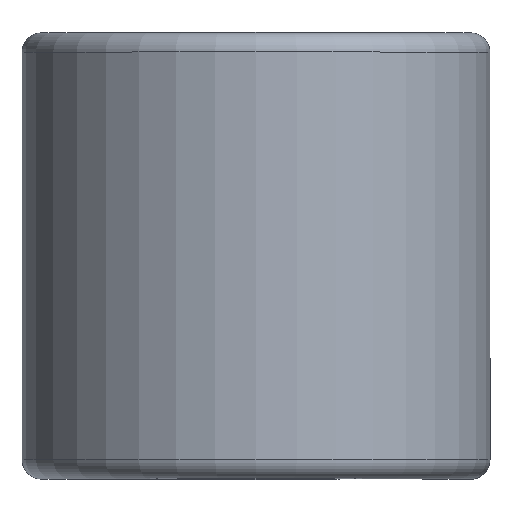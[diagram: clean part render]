
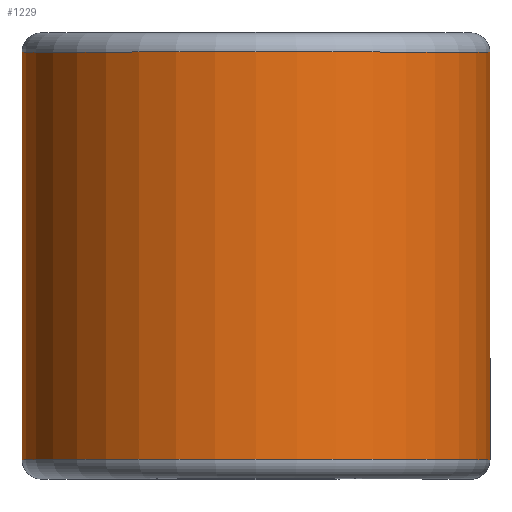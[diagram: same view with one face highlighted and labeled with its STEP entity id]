
A CAD part, top view. The second image highlights one B-rep face of the part: STEP entity #1229.
In plain terms, the highlighted cylindrical face has radius 9.157 mm (diameter 18.313 mm), a partial arc.
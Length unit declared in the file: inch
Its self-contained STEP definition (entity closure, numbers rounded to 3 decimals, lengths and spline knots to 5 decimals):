
#1 = DIRECTION ( 'NONE',  ( 0., 0., -1. ) ) ;
#19 = CARTESIAN_POINT ( 'NONE',  ( 0., 0.31375, 0. ) ) ;
#51 = EDGE_CURVE ( 'NONE', #1165, #583, #2166, .T. ) ;
#97 = CARTESIAN_POINT ( 'NONE',  ( 0., 0.3125, 0. ) ) ;
#104 = CYLINDRICAL_SURFACE ( 'NONE', #1626, 0.3605 ) ;
#176 = EDGE_CURVE ( 'NONE', #553, #1165, #426, .T. ) ;
#257 = AXIS2_PLACEMENT_3D ( 'NONE', #19, #1448, #1429 ) ;
#396 = ORIENTED_EDGE ( 'NONE', *, *, #176, .T. ) ;
#416 = CARTESIAN_POINT ( 'NONE',  ( 0.3605, -0.31375, 0. ) ) ;
#426 = LINE ( 'NONE', #1252, #2268 ) ;
#465 = VERTEX_POINT ( 'NONE', #765 ) ;
#553 = VERTEX_POINT ( 'NONE', #416 ) ;
#575 = EDGE_CURVE ( 'NONE', #553, #465, #747, .T. ) ;
#583 = VERTEX_POINT ( 'NONE', #1654 ) ;
#657 = EDGE_LOOP ( 'NONE', ( #396, #2240, #1764, #834 ) ) ;
#747 = CIRCLE ( 'NONE', #1856, 0.3605 ) ;
#765 = CARTESIAN_POINT ( 'NONE',  ( 0., -0.31375, -0.3605 ) ) ;
#834 = ORIENTED_EDGE ( 'NONE', *, *, #575, .F. ) ;
#1020 = CARTESIAN_POINT ( 'NONE',  ( 0.3605, 0.31375, 0. ) ) ;
#1120 = DIRECTION ( 'NONE',  ( 0., 1., 0. ) ) ;
#1121 = CARTESIAN_POINT ( 'NONE',  ( 0., -0.31375, 0. ) ) ;
#1135 = VECTOR ( 'NONE', #1774, 39.37008 ) ;
#1165 = VERTEX_POINT ( 'NONE', #1020 ) ;
#1223 = DIRECTION ( 'NONE',  ( 0., 0., -1. ) ) ;
#1229 = ADVANCED_FACE ( 'NONE', ( #2263 ), #104, .T. ) ;
#1252 = CARTESIAN_POINT ( 'NONE',  ( 0.3605, 0.31375, 0. ) ) ;
#1429 = DIRECTION ( 'NONE',  ( 0., 0., -1. ) ) ;
#1448 = DIRECTION ( 'NONE',  ( 0., -1., 0. ) ) ;
#1626 = AXIS2_PLACEMENT_3D ( 'NONE', #97, #1907, #1223 ) ;
#1654 = CARTESIAN_POINT ( 'NONE',  ( 0., 0.31375, -0.3605 ) ) ;
#1764 = ORIENTED_EDGE ( 'NONE', *, *, #2284, .F. ) ;
#1774 = DIRECTION ( 'NONE',  ( 0., 1., 0. ) ) ;
#1856 = AXIS2_PLACEMENT_3D ( 'NONE', #1121, #2176, #1 ) ;
#1907 = DIRECTION ( 'NONE',  ( 0., -1., 0. ) ) ;
#2064 = LINE ( 'NONE', #2310, #1135 ) ;
#2166 = CIRCLE ( 'NONE', #257, 0.3605 ) ;
#2176 = DIRECTION ( 'NONE',  ( 0., -1., 0. ) ) ;
#2240 = ORIENTED_EDGE ( 'NONE', *, *, #51, .T. ) ;
#2263 = FACE_OUTER_BOUND ( 'NONE', #657, .T. ) ;
#2268 = VECTOR ( 'NONE', #1120, 39.37008 ) ;
#2284 = EDGE_CURVE ( 'NONE', #465, #583, #2064, .T. ) ;
#2310 = CARTESIAN_POINT ( 'NONE',  ( 0., 0.31375, -0.3605 ) ) ;
